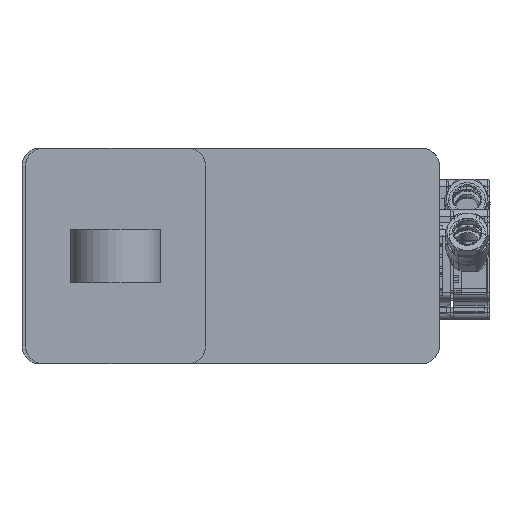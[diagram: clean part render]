
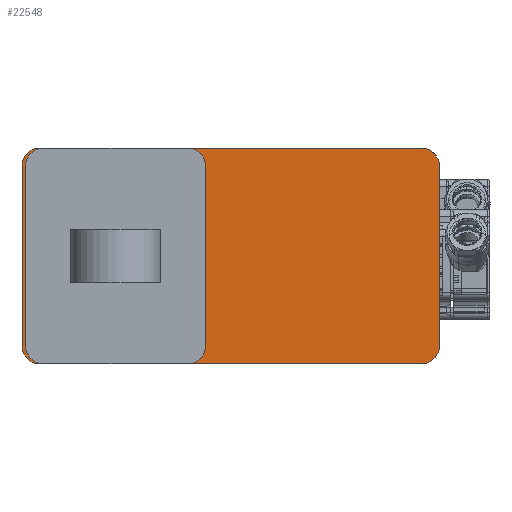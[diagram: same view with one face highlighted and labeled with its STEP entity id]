
A CAD part, front view. The second image highlights one B-rep face of the part: STEP entity #22548.
In plain terms, the highlighted face is planar.
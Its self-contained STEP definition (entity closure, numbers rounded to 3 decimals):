
#1324 = VERTEX_POINT ( 'NONE', #68228 ) ;
#1387 = DIRECTION ( 'NONE',  ( 0., -1., 0. ) ) ;
#2839 = DIRECTION ( 'NONE',  ( 0., 0., -1. ) ) ;
#2875 = CARTESIAN_POINT ( 'NONE',  ( 25., -90.001, -56. ) ) ;
#3983 = CARTESIAN_POINT ( 'NONE',  ( 25., 26.004, -56. ) ) ;
#4640 = VERTEX_POINT ( 'NONE', #6782 ) ;
#5649 = DIRECTION ( 'NONE',  ( -1., 0., 0. ) ) ;
#6600 = ORIENTED_EDGE ( 'NONE', *, *, #26417, .T. ) ;
#6782 = CARTESIAN_POINT ( 'NONE',  ( -30.002, 21.002, -56. ) ) ;
#7765 = DIRECTION ( 'NONE',  ( 0., 1., 0. ) ) ;
#8820 = EDGE_CURVE ( 'NONE', #27611, #4640, #66994, .T. ) ;
#10357 = CARTESIAN_POINT ( 'NONE',  ( -25., -84.998, -56. ) ) ;
#12137 = DIRECTION ( 'NONE',  ( 0., 0., -1. ) ) ;
#12586 = VERTEX_POINT ( 'NONE', #2875 ) ;
#13703 = ORIENTED_EDGE ( 'NONE', *, *, #65708, .T. ) ;
#13871 = VECTOR ( 'NONE', #39575, 1000. ) ;
#14900 = CIRCLE ( 'NONE', #58166, 5.002 ) ;
#15950 = LINE ( 'NONE', #69004, #13871 ) ;
#17532 = DIRECTION ( 'NONE',  ( -1., 0., 0. ) ) ;
#17826 = VECTOR ( 'NONE', #5649, 1000. ) ;
#19509 = DIRECTION ( 'NONE',  ( -1., 0., 0. ) ) ;
#20235 = AXIS2_PLACEMENT_3D ( 'NONE', #50467, #2839, #19509 ) ;
#22548 = ADVANCED_FACE ( 'NONE', ( #67135 ), #62094, .T. ) ;
#22699 = DIRECTION ( 'NONE',  ( -1., 0., 0. ) ) ;
#24765 = VERTEX_POINT ( 'NONE', #3983 ) ;
#25199 = CARTESIAN_POINT ( 'NONE',  ( -30.002, -84.998, -56. ) ) ;
#25391 = AXIS2_PLACEMENT_3D ( 'NONE', #60115, #12137, #17532 ) ;
#26417 = EDGE_CURVE ( 'NONE', #24765, #32170, #67370, .T. ) ;
#27611 = VERTEX_POINT ( 'NONE', #57594 ) ;
#27783 = DIRECTION ( 'NONE',  ( 0., 0., -1. ) ) ;
#28176 = CARTESIAN_POINT ( 'NONE',  ( 25., 21.002, -56. ) ) ;
#28526 = DIRECTION ( 'NONE',  ( 0., 0., -1. ) ) ;
#29068 = AXIS2_PLACEMENT_3D ( 'NONE', #28176, #27783, #51382 ) ;
#29204 = EDGE_CURVE ( 'NONE', #32170, #44526, #65727, .T. ) ;
#30050 = CARTESIAN_POINT ( 'NONE',  ( 25., -90.001, -56. ) ) ;
#32170 = VERTEX_POINT ( 'NONE', #44923 ) ;
#33803 = ORIENTED_EDGE ( 'NONE', *, *, #29204, .T. ) ;
#34444 = ORIENTED_EDGE ( 'NONE', *, *, #70150, .T. ) ;
#36744 = EDGE_LOOP ( 'NONE', ( #53189, #13703, #6600, #33803, #39112, #34444, #65757, #57751 ) ) ;
#39112 = ORIENTED_EDGE ( 'NONE', *, *, #72010, .T. ) ;
#39575 = DIRECTION ( 'NONE',  ( 1., 0., 0. ) ) ;
#40897 = LINE ( 'NONE', #30050, #17826 ) ;
#42682 = EDGE_CURVE ( 'NONE', #56370, #27611, #14900, .T. ) ;
#43206 = CARTESIAN_POINT ( 'NONE',  ( 25., -84.998, -56. ) ) ;
#44526 = VERTEX_POINT ( 'NONE', #63677 ) ;
#44923 = CARTESIAN_POINT ( 'NONE',  ( 30.002, 21.002, -56. ) ) ;
#50066 = CIRCLE ( 'NONE', #25391, 5.002 ) ;
#50467 = CARTESIAN_POINT ( 'NONE',  ( -25., 21.002, -56. ) ) ;
#51382 = DIRECTION ( 'NONE',  ( -1., 0., 0. ) ) ;
#52688 = CIRCLE ( 'NONE', #63811, 5.002 ) ;
#53189 = ORIENTED_EDGE ( 'NONE', *, *, #61669, .T. ) ;
#53707 = CARTESIAN_POINT ( 'NONE',  ( 30.002, 21.002, -56. ) ) ;
#56370 = VERTEX_POINT ( 'NONE', #66821 ) ;
#57594 = CARTESIAN_POINT ( 'NONE',  ( -30.002, -84.998, -56. ) ) ;
#57751 = ORIENTED_EDGE ( 'NONE', *, *, #8820, .T. ) ;
#58166 = AXIS2_PLACEMENT_3D ( 'NONE', #10357, #28526, #22699 ) ;
#60115 = CARTESIAN_POINT ( 'NONE',  ( -25., 21.002, -56. ) ) ;
#61669 = EDGE_CURVE ( 'NONE', #4640, #1324, #50066, .T. ) ;
#62094 = PLANE ( 'NONE',  #20235 ) ;
#63677 = CARTESIAN_POINT ( 'NONE',  ( 30.002, -84.998, -56. ) ) ;
#63811 = AXIS2_PLACEMENT_3D ( 'NONE', #43206, #66085, #65324 ) ;
#64010 = VECTOR ( 'NONE', #7765, 1000. ) ;
#65324 = DIRECTION ( 'NONE',  ( -1., 0., 0. ) ) ;
#65708 = EDGE_CURVE ( 'NONE', #1324, #24765, #15950, .T. ) ;
#65727 = LINE ( 'NONE', #53707, #75150 ) ;
#65757 = ORIENTED_EDGE ( 'NONE', *, *, #42682, .T. ) ;
#66085 = DIRECTION ( 'NONE',  ( 0., 0., -1. ) ) ;
#66821 = CARTESIAN_POINT ( 'NONE',  ( -25., -90.001, -56. ) ) ;
#66994 = LINE ( 'NONE', #25199, #64010 ) ;
#67135 = FACE_OUTER_BOUND ( 'NONE', #36744, .T. ) ;
#67370 = CIRCLE ( 'NONE', #29068, 5.002 ) ;
#68228 = CARTESIAN_POINT ( 'NONE',  ( -25., 26.004, -56. ) ) ;
#69004 = CARTESIAN_POINT ( 'NONE',  ( -25., 26.004, -56. ) ) ;
#70150 = EDGE_CURVE ( 'NONE', #12586, #56370, #40897, .T. ) ;
#72010 = EDGE_CURVE ( 'NONE', #44526, #12586, #52688, .T. ) ;
#75150 = VECTOR ( 'NONE', #1387, 1000. ) ;
